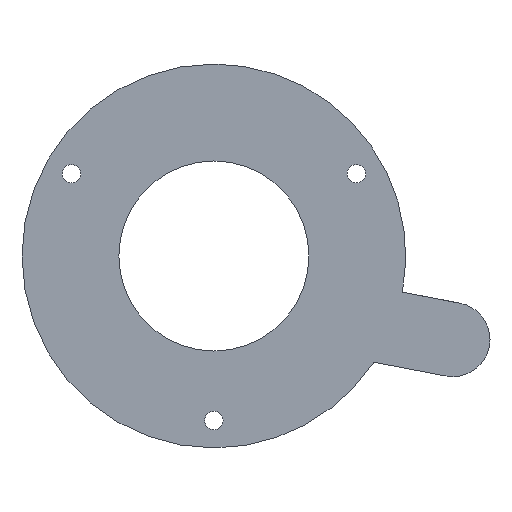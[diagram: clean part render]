
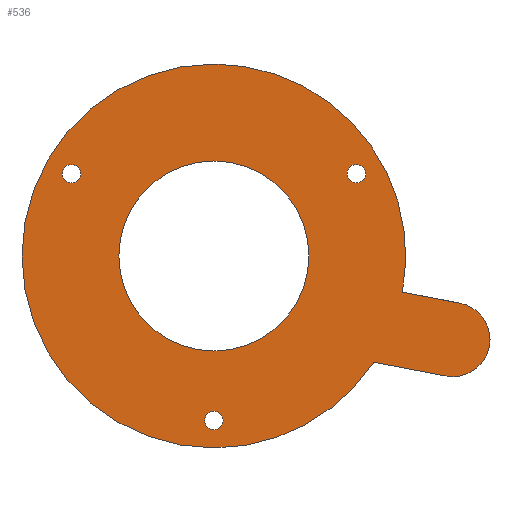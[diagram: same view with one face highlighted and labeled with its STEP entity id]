
A CAD part, front view. The second image highlights one B-rep face of the part: STEP entity #536.
In plain terms, the highlighted planar face has unit normal (0, -1, 0).
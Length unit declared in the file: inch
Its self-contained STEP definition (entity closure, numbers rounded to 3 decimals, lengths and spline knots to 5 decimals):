
#7 = AXIS2_PLACEMENT_3D ( 'NONE', #186, #307, #125 ) ;
#10 = CARTESIAN_POINT ( 'NONE',  ( 0., -0.1, 1.3125 ) ) ;
#12 = CARTESIAN_POINT ( 'NONE',  ( 0., -0.1, -1.125 ) ) ;
#17 = EDGE_CURVE ( 'NONE', #691, #765, #619, .T. ) ;
#21 = CARTESIAN_POINT ( 'NONE',  ( 1.5869, -0.1, -0.82045 ) ) ;
#28 = CARTESIAN_POINT ( 'NONE',  ( 0., -0.1, -0.65 ) ) ;
#32 = DIRECTION ( 'NONE',  ( 0., 0., -1. ) ) ;
#33 = CIRCLE ( 'NONE', #616, 0.65 ) ;
#34 = LINE ( 'NONE', #332, #41 ) ;
#37 = DIRECTION ( 'NONE',  ( 0., -1., 0. ) ) ;
#41 = VECTOR ( 'NONE', #323, 39.37008 ) ;
#44 = CIRCLE ( 'NONE', #46, 0.063 ) ;
#46 = AXIS2_PLACEMENT_3D ( 'NONE', #160, #730, #669 ) ;
#58 = CARTESIAN_POINT ( 'NONE',  ( 0., -0.1, 0. ) ) ;
#68 = CIRCLE ( 'NONE', #522, 0.063 ) ;
#71 = CARTESIAN_POINT ( 'NONE',  ( 0., -0.1, -1.3125 ) ) ;
#83 = CIRCLE ( 'NONE', #208, 0.25345 ) ;
#88 = CARTESIAN_POINT ( 'NONE',  ( -0.97428, -0.1, 0.6255 ) ) ;
#97 = CIRCLE ( 'NONE', #705, 0.063 ) ;
#98 = EDGE_CURVE ( 'NONE', #147, #525, #468, .T. ) ;
#102 = FACE_BOUND ( 'NONE', #830, .T. ) ;
#111 = EDGE_CURVE ( 'NONE', #765, #691, #330, .T. ) ;
#113 = FACE_BOUND ( 'NONE', #864, .T. ) ;
#115 = FACE_BOUND ( 'NONE', #749, .T. ) ;
#125 = DIRECTION ( 'NONE',  ( 0., 0., -1. ) ) ;
#131 = FACE_BOUND ( 'NONE', #778, .T. ) ;
#135 = FACE_OUTER_BOUND ( 'NONE', #397, .T. ) ;
#147 = VERTEX_POINT ( 'NONE', #716 ) ;
#160 = CARTESIAN_POINT ( 'NONE',  ( 0., -0.1, -1.125 ) ) ;
#166 = AXIS2_PLACEMENT_3D ( 'NONE', #58, #37, #32 ) ;
#172 = EDGE_CURVE ( 'NONE', #708, #540, #707, .T. ) ;
#177 = CARTESIAN_POINT ( 'NONE',  ( 0., -0.1, 0.65 ) ) ;
#186 = CARTESIAN_POINT ( 'NONE',  ( 0., -0.1, 0. ) ) ;
#192 = DIRECTION ( 'NONE',  ( 0., 0., -1. ) ) ;
#195 = DIRECTION ( 'NONE',  ( 0., 0., 1. ) ) ;
#196 = EDGE_CURVE ( 'NONE', #540, #268, #891, .T. ) ;
#205 = CARTESIAN_POINT ( 'NONE',  ( -0.97428, -0.1, 0.5625 ) ) ;
#208 = AXIS2_PLACEMENT_3D ( 'NONE', #270, #219, #195 ) ;
#209 = DIRECTION ( 'NONE',  ( 0., -1., 0. ) ) ;
#216 = EDGE_CURVE ( 'NONE', #634, #774, #889, .T. ) ;
#218 = DIRECTION ( 'NONE',  ( 0., 0., 1. ) ) ;
#219 = DIRECTION ( 'NONE',  ( 0., -1., 0. ) ) ;
#223 = DIRECTION ( 'NONE',  ( 0., -1., 0. ) ) ;
#224 = CARTESIAN_POINT ( 'NONE',  ( 0., -0.1, 0. ) ) ;
#228 = DIRECTION ( 'NONE',  ( 0., 0., -1. ) ) ;
#237 = AXIS2_PLACEMENT_3D ( 'NONE', #455, #292, #228 ) ;
#240 = CARTESIAN_POINT ( 'NONE',  ( 1.63463, -0.1, -0.57154 ) ) ;
#263 = CARTESIAN_POINT ( 'NONE',  ( 0., -0.1, -1.062 ) ) ;
#268 = VERTEX_POINT ( 'NONE', #302 ) ;
#270 = CARTESIAN_POINT ( 'NONE',  ( 1.63463, -0.1, -0.57154 ) ) ;
#285 = DIRECTION ( 'NONE',  ( 0., 0., -1. ) ) ;
#287 = DIRECTION ( 'NONE',  ( 0., -1., 0. ) ) ;
#289 = CARTESIAN_POINT ( 'NONE',  ( 0., -0.1, 0. ) ) ;
#292 = DIRECTION ( 'NONE',  ( 0., -1., 0. ) ) ;
#299 = EDGE_CURVE ( 'NONE', #718, #867, #685, .T. ) ;
#302 = CARTESIAN_POINT ( 'NONE',  ( 1.63463, -0.1, -0.82499 ) ) ;
#307 = DIRECTION ( 'NONE',  ( 0., -1., 0. ) ) ;
#323 = DIRECTION ( 'NONE',  ( -0.982, 0., 0.188 ) ) ;
#330 = CIRCLE ( 'NONE', #648, 0.063 ) ;
#332 = CARTESIAN_POINT ( 'NONE',  ( 1.19132, -0.1, -0.22846 ) ) ;
#337 = EDGE_CURVE ( 'NONE', #268, #361, #83, .T. ) ;
#340 = CARTESIAN_POINT ( 'NONE',  ( 0.97428, -0.1, 0.5625 ) ) ;
#355 = VERTEX_POINT ( 'NONE', #263 ) ;
#356 = DIRECTION ( 'NONE',  ( 0., 0., -1. ) ) ;
#360 = DIRECTION ( 'NONE',  ( 0., -1., 0. ) ) ;
#361 = VERTEX_POINT ( 'NONE', #857 ) ;
#369 = DIRECTION ( 'NONE',  ( 0., -1., 0. ) ) ;
#374 = AXIS2_PLACEMENT_3D ( 'NONE', #289, #287, #285 ) ;
#389 = EDGE_CURVE ( 'NONE', #867, #708, #860, .T. ) ;
#397 = EDGE_LOOP ( 'NONE', ( #782, #702, #672, #646, #625, #855, #553 ) ) ;
#403 = EDGE_CURVE ( 'NONE', #599, #718, #837, .T. ) ;
#408 = DIRECTION ( 'NONE',  ( 0.982, 0., -0.188 ) ) ;
#410 = AXIS2_PLACEMENT_3D ( 'NONE', #224, #209, #192 ) ;
#421 = AXIS2_PLACEMENT_3D ( 'NONE', #205, #369, #843 ) ;
#435 = CARTESIAN_POINT ( 'NONE',  ( 1.09353, -0.1, -0.72584 ) ) ;
#450 = CARTESIAN_POINT ( 'NONE',  ( 0.97428, -0.1, 0.4995 ) ) ;
#455 = CARTESIAN_POINT ( 'NONE',  ( 0., -0.1, 0. ) ) ;
#468 = CIRCLE ( 'NONE', #606, 0.063 ) ;
#469 = DIRECTION ( 'NONE',  ( 0., -1., 0. ) ) ;
#479 = DIRECTION ( 'NONE',  ( 0., 0., -1. ) ) ;
#493 = PLANE ( 'NONE',  #237 ) ;
#497 = EDGE_CURVE ( 'NONE', #361, #599, #34, .T. ) ;
#515 = EDGE_CURVE ( 'NONE', #894, #355, #44, .T. ) ;
#522 = AXIS2_PLACEMENT_3D ( 'NONE', #12, #360, #356 ) ;
#525 = VERTEX_POINT ( 'NONE', #450 ) ;
#536 = ADVANCED_FACE ( 'NONE', ( #135, #113, #102, #131, #115 ), #493, .T. ) ;
#540 = VERTEX_POINT ( 'NONE', #21 ) ;
#542 = CARTESIAN_POINT ( 'NONE',  ( 0., -0.1, 0. ) ) ;
#546 = CARTESIAN_POINT ( 'NONE',  ( 0.97428, -0.1, 0.5625 ) ) ;
#553 = ORIENTED_EDGE ( 'NONE', *, *, #497, .T. ) ;
#565 = CARTESIAN_POINT ( 'NONE',  ( 1.28901, -0.1, -0.24719 ) ) ;
#569 = CARTESIAN_POINT ( 'NONE',  ( 1.09353, -0.1, -0.72584 ) ) ;
#570 = ORIENTED_EDGE ( 'NONE', *, *, #611, .F. ) ;
#572 = ORIENTED_EDGE ( 'NONE', *, *, #111, .F. ) ;
#595 = ORIENTED_EDGE ( 'NONE', *, *, #216, .F. ) ;
#599 = VERTEX_POINT ( 'NONE', #565 ) ;
#606 = AXIS2_PLACEMENT_3D ( 'NONE', #340, #849, #856 ) ;
#611 = EDGE_CURVE ( 'NONE', #355, #894, #68, .T. ) ;
#616 = AXIS2_PLACEMENT_3D ( 'NONE', #542, #469, #479 ) ;
#619 = CIRCLE ( 'NONE', #421, 0.063 ) ;
#624 = ORIENTED_EDGE ( 'NONE', *, *, #639, .F. ) ;
#625 = ORIENTED_EDGE ( 'NONE', *, *, #196, .T. ) ;
#634 = VERTEX_POINT ( 'NONE', #177 ) ;
#639 = EDGE_CURVE ( 'NONE', #774, #634, #33, .T. ) ;
#645 = ORIENTED_EDGE ( 'NONE', *, *, #515, .F. ) ;
#646 = ORIENTED_EDGE ( 'NONE', *, *, #172, .T. ) ;
#648 = AXIS2_PLACEMENT_3D ( 'NONE', #840, #817, #827 ) ;
#669 = DIRECTION ( 'NONE',  ( 0., 0., -1. ) ) ;
#672 = ORIENTED_EDGE ( 'NONE', *, *, #389, .T. ) ;
#679 = CARTESIAN_POINT ( 'NONE',  ( -0.97428, -0.1, 0.4995 ) ) ;
#685 = CIRCLE ( 'NONE', #166, 1.3125 ) ;
#691 = VERTEX_POINT ( 'NONE', #679 ) ;
#701 = EDGE_CURVE ( 'NONE', #525, #147, #97, .T. ) ;
#702 = ORIENTED_EDGE ( 'NONE', *, *, #299, .T. ) ;
#705 = AXIS2_PLACEMENT_3D ( 'NONE', #546, #841, #836 ) ;
#707 = LINE ( 'NONE', #569, #863 ) ;
#708 = VERTEX_POINT ( 'NONE', #435 ) ;
#716 = CARTESIAN_POINT ( 'NONE',  ( 0.97428, -0.1, 0.6255 ) ) ;
#718 = VERTEX_POINT ( 'NONE', #10 ) ;
#730 = DIRECTION ( 'NONE',  ( 0., -1., 0. ) ) ;
#733 = ORIENTED_EDGE ( 'NONE', *, *, #17, .F. ) ;
#749 = EDGE_LOOP ( 'NONE', ( #572, #733 ) ) ;
#763 = ORIENTED_EDGE ( 'NONE', *, *, #701, .F. ) ;
#765 = VERTEX_POINT ( 'NONE', #88 ) ;
#774 = VERTEX_POINT ( 'NONE', #28 ) ;
#778 = EDGE_LOOP ( 'NONE', ( #786, #763 ) ) ;
#782 = ORIENTED_EDGE ( 'NONE', *, *, #403, .T. ) ;
#786 = ORIENTED_EDGE ( 'NONE', *, *, #98, .F. ) ;
#817 = DIRECTION ( 'NONE',  ( 0., -1., 0. ) ) ;
#827 = DIRECTION ( 'NONE',  ( 0., 0., -1. ) ) ;
#830 = EDGE_LOOP ( 'NONE', ( #595, #624 ) ) ;
#836 = DIRECTION ( 'NONE',  ( 0., 0., -1. ) ) ;
#837 = CIRCLE ( 'NONE', #410, 1.3125 ) ;
#840 = CARTESIAN_POINT ( 'NONE',  ( -0.97428, -0.1, 0.5625 ) ) ;
#841 = DIRECTION ( 'NONE',  ( 0., -1., 0. ) ) ;
#843 = DIRECTION ( 'NONE',  ( 0., 0., -1. ) ) ;
#847 = CARTESIAN_POINT ( 'NONE',  ( 0., -0.1, -1.188 ) ) ;
#849 = DIRECTION ( 'NONE',  ( 0., -1., 0. ) ) ;
#854 = AXIS2_PLACEMENT_3D ( 'NONE', #240, #223, #218 ) ;
#855 = ORIENTED_EDGE ( 'NONE', *, *, #337, .T. ) ;
#856 = DIRECTION ( 'NONE',  ( 0., 0., -1. ) ) ;
#857 = CARTESIAN_POINT ( 'NONE',  ( 1.68237, -0.1, -0.32263 ) ) ;
#860 = CIRCLE ( 'NONE', #374, 1.3125 ) ;
#863 = VECTOR ( 'NONE', #408, 39.37008 ) ;
#864 = EDGE_LOOP ( 'NONE', ( #570, #645 ) ) ;
#867 = VERTEX_POINT ( 'NONE', #71 ) ;
#889 = CIRCLE ( 'NONE', #7, 0.65 ) ;
#891 = CIRCLE ( 'NONE', #854, 0.25345 ) ;
#894 = VERTEX_POINT ( 'NONE', #847 ) ;
